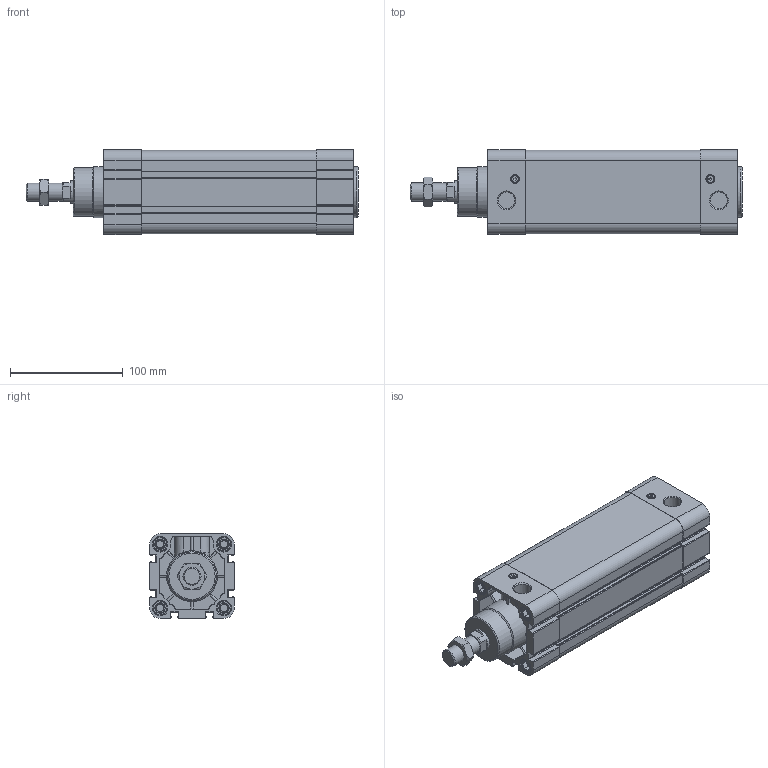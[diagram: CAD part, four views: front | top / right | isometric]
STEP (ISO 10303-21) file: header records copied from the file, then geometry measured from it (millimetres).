
FILE_DESCRIPTION(/* description */ ('STEP AP203'),/* implementation_level */ '2;1');
FILE_NAME(/* name */ 'FVBC63X100-0-S()(0)',/* time_stamp */ '2025-05-07T12:38:13+02:00',/* author */ ('License CC BY-ND 4.0'),/* organization */ ('CADENAS'),/* preprocessor_version */ 'ST-DEVELOPER v19.3',/* originating_system */ 'PARTsolutions',/* authorisation */ ' ');
FILE_SCHEMA (('CONFIG_CONTROL_DESIGN','MODEL_BASED_INTEGRATED_MANUFACTURING_SCHEMA'));
Length unit declared in the file: millimetre
Products named in the file (3): FVBC63X100-0-S()(0); FVB63x100()_fvbc_body ; 63X100-0_rod
Assembly tree (2 placements, depth 2):
  FVBC63X100-0-S()(0)
    FVB63x100()_fvbc_body 
    63X100-0_rod
Bounding box: 294 x 75 x 75.3 mm (x, y, z)
Volume: 842527.4 mm3; surface area: 196268.3 mm2
Topology: 2 solids, 6 shells, 712 faces, 1708 edges, 1071 vertices
Faces by surface type: plane 357, cylinder 248, cone 98, torus 9
Full cylindrical faces by diameter (mm): 1.9 x2, 2.5 x2, 4 x2, 5.4 x2, 6 x2, 6.647 x8, 6.7 x2, 6.9 x2, 7 x4, 8 x6, 12 x8, 13.5 x8, 14.95 x2, 16 x2, 20 x3, 30 x2, 43 x1, 45 x2, 63 x2
Entity records: 20259 total; most frequent: CARTESIAN_POINT 3863, DIRECTION 3520, ORIENTED_EDGE 3174, EDGE_CURVE 1587, AXIS2_PLACEMENT_3D 1328, VERTEX_POINT 1057, FACE_BOUND 886, EDGE_LOOP 884
